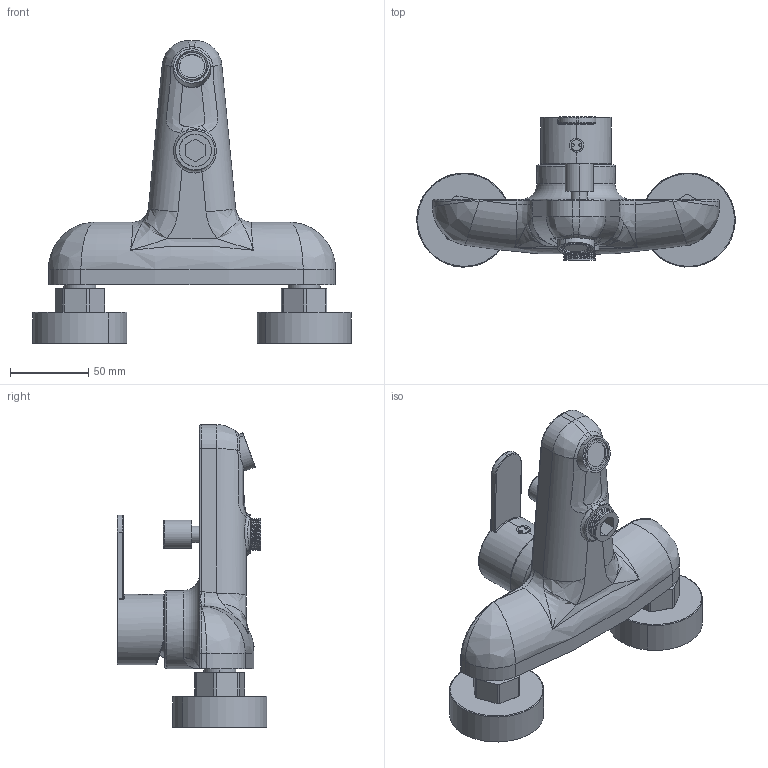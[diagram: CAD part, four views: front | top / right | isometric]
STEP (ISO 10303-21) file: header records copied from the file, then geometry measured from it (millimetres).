
FILE_DESCRIPTION (( 'STEP AP214' ), '1' );
FILE_NAME ('Assem1.STEP', '2019-07-01T08:32:57', ( 'Solid' ), ( '' ), 'SwSTEP 2.0', 'SolidWorks 2016', '' );
FILE_SCHEMA (( 'AUTOMOTIVE_DESIGN' ));
Length unit declared in the file: millimetre
Products named in the file (9): espelho excentrico cilindrico; corpo banheira; Assem1; distico ﾘ7; manipulo OML L35.49; Prelator 24x1; Part3; Part1..; inversor banheira lyra
Assembly tree (10 placements, depth 2):
  Assem1
    corpo banheira
    espelho excentrico cilindrico  x2
    inversor banheira lyra
    Part1..  x2
    Part3
    Prelator 24x1
    manipulo OML L35.49
    distico ﾘ7
Bounding box: 202.93 x 95.51 x 193.14 mm (x, y, z)
Volume: 432117.1 mm3; surface area: 96456.2 mm2
Topology: 10 solids, 10 shells, 378 faces, 920 edges, 568 vertices
Faces by surface type: cylinder 173, plane 104, bspline 62, torus 29, cone 8, sphere 2
Entity records: 16142 total; most frequent: CARTESIAN_POINT 7678, ORIENTED_EDGE 1472, DIRECTION 1371, EDGE_CURVE 736, AXIS2_PLACEMENT_3D 555, VERTEX_POINT 456, EDGE_LOOP 340, FACE_OUTER_BOUND 313
